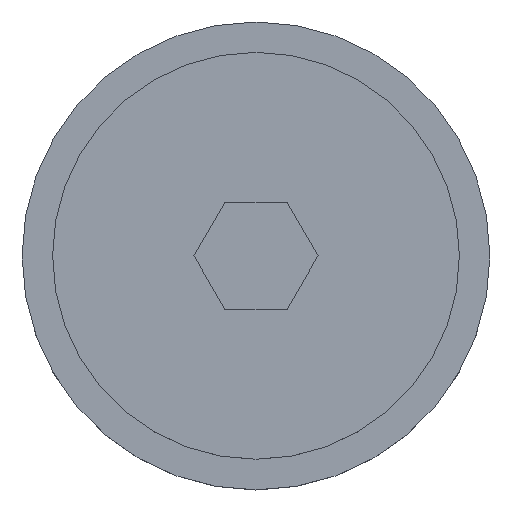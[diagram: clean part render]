
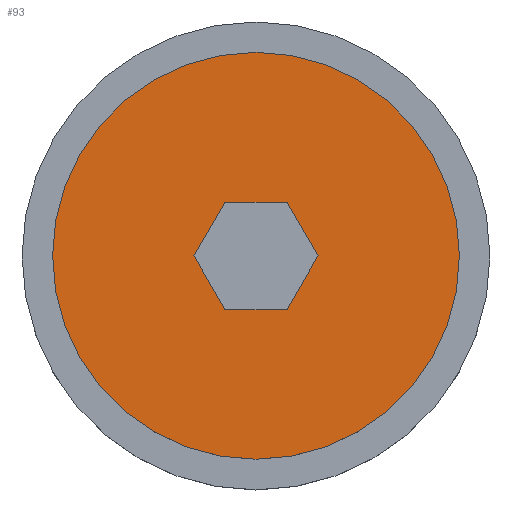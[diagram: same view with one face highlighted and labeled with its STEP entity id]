
A CAD part, top view. The second image highlights one B-rep face of the part: STEP entity #93.
In plain terms, the highlighted planar face has unit normal (0, 0, 1).
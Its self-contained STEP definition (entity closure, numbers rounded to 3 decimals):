
#27=CARTESIAN_POINT('',(55.,-100.,13.807));
#28=DIRECTION('',(0.,0.,-1.));
#29=DIRECTION('',(1.,0.,0.));
#30=AXIS2_PLACEMENT_3D('',#27,#28,#29);
#31=PLANE('',#30);
#32=CARTESIAN_POINT('',(46.95,-100.,13.807));
#33=VERTEX_POINT('',#32);
#34=CARTESIAN_POINT('',(48.475,-102.641,13.807));
#35=VERTEX_POINT('',#34);
#36=CARTESIAN_POINT('',(46.95,-100.,13.807));
#37=DIRECTION('',(0.5,-0.866,-0.));
#38=VECTOR('',#37,3.05);
#39=LINE('',#36,#38);
#40=EDGE_CURVE('',#33,#35,#39,.T.);
#41=ORIENTED_EDGE('',*,*,#40,.F.);
#42=CARTESIAN_POINT('',(48.475,-97.359,13.807));
#43=VERTEX_POINT('',#42);
#44=CARTESIAN_POINT('',(48.475,-97.359,13.807));
#45=DIRECTION('',(-0.5,-0.866,-0.));
#46=VECTOR('',#45,3.05);
#47=LINE('',#44,#46);
#48=EDGE_CURVE('',#43,#33,#47,.T.);
#49=ORIENTED_EDGE('',*,*,#48,.F.);
#50=CARTESIAN_POINT('',(51.525,-97.359,13.807));
#51=VERTEX_POINT('',#50);
#52=CARTESIAN_POINT('',(51.525,-97.359,13.807));
#53=DIRECTION('',(-1.,0.,0.));
#54=VECTOR('',#53,3.05);
#55=LINE('',#52,#54);
#56=EDGE_CURVE('',#51,#43,#55,.T.);
#57=ORIENTED_EDGE('',*,*,#56,.F.);
#58=CARTESIAN_POINT('',(53.05,-100.,13.807));
#59=VERTEX_POINT('',#58);
#60=CARTESIAN_POINT('',(53.05,-100.,13.807));
#61=DIRECTION('',(-0.5,0.866,0.));
#62=VECTOR('',#61,3.05);
#63=LINE('',#60,#62);
#64=EDGE_CURVE('',#59,#51,#63,.T.);
#65=ORIENTED_EDGE('',*,*,#64,.F.);
#66=CARTESIAN_POINT('',(51.525,-102.641,13.807));
#67=VERTEX_POINT('',#66);
#68=CARTESIAN_POINT('',(51.525,-102.641,13.807));
#69=DIRECTION('',(0.5,0.866,0.));
#70=VECTOR('',#69,3.05);
#71=LINE('',#68,#70);
#72=EDGE_CURVE('',#67,#59,#71,.T.);
#73=ORIENTED_EDGE('',*,*,#72,.F.);
#74=CARTESIAN_POINT('',(48.475,-102.641,13.807));
#75=DIRECTION('',(1.,-0.,-0.));
#76=VECTOR('',#75,3.05);
#77=LINE('',#74,#76);
#78=EDGE_CURVE('',#35,#67,#77,.T.);
#79=ORIENTED_EDGE('',*,*,#78,.F.);
#80=EDGE_LOOP('',(#41,#49,#57,#65,#73,#79));
#81=FACE_BOUND('',#80,.T.);
#82=CARTESIAN_POINT('',(60.,-100.,13.807));
#83=VERTEX_POINT('',#82);
#84=CARTESIAN_POINT('',(50.,-100.,13.807));
#85=DIRECTION('',(0.,0.,-1.));
#86=DIRECTION('',(1.,0.,0.));
#87=AXIS2_PLACEMENT_3D('',#84,#85,#86);
#88=CIRCLE('',#87,10.);
#89=EDGE_CURVE('',#83,#83,#88,.T.);
#90=ORIENTED_EDGE('',*,*,#89,.F.);
#91=EDGE_LOOP('',(#90));
#92=FACE_BOUND('',#91,.T.);
#93=ADVANCED_FACE('',(#81,#92),#31,.F.);
